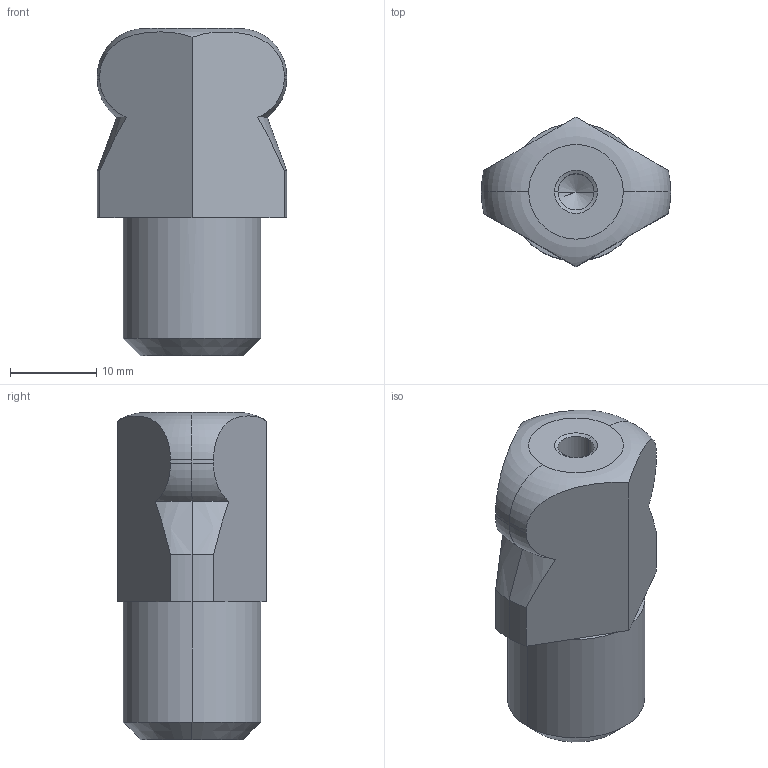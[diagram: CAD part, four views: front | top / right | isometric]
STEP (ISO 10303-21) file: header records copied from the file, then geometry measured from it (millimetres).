
FILE_DESCRIPTION(('STEP AP214'),'1');
FILE_NAME(' ',' ',('TraceParts'),('TraceParts S.A.'),'XStep 1.0',' ',' ');
FILE_SCHEMA(('automotive_design'));
Length unit declared in the file: millimetre
Products named in the file (1): 1
Bounding box: 22 x 17.37 x 38 mm (x, y, z)
Volume: 8031.2 mm3; surface area: 2646 mm2
Topology: 1 solids, 1 shells, 47 faces, 108 edges, 63 vertices
Faces by surface type: plane 15, cylinder 14, cone 12, torus 6
Entity records: 2693 total; most frequent: CARTESIAN_POINT 385, DIRECTION 242, STYLED_ITEM 217, PRESENTATION_STYLE_ASSIGNMENT 217, COLOUR_RGB 217, ORIENTED_EDGE 212, EDGE_CURVE 106, CURVE_STYLE 106
